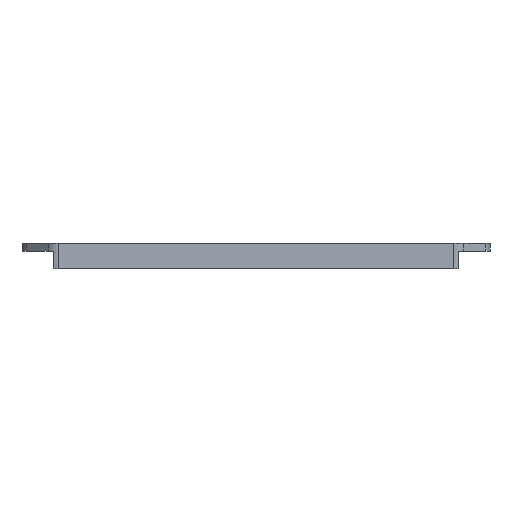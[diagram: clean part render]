
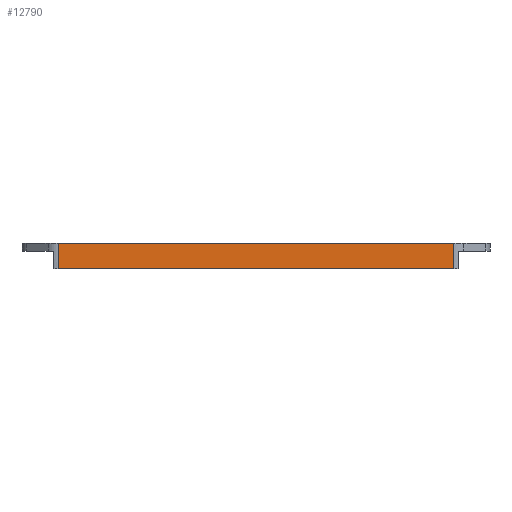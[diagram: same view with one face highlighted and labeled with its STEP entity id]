
A CAD part, left-side view. The second image highlights one B-rep face of the part: STEP entity #12790.
In plain terms, the highlighted planar face has unit normal (-1, 0, 0).
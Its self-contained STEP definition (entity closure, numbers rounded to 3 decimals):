
#895=FACE_OUTER_BOUND('',#1608,.T.);
#1608=EDGE_LOOP('',(#10528,#10529,#10530,#10531));
#2332=LINE('',#18420,#3889);
#2996=LINE('',#20155,#4553);
#3075=LINE('',#20484,#4632);
#3076=LINE('',#20486,#4633);
#3889=VECTOR('',#14745,10.);
#4553=VECTOR('',#16185,10.);
#4632=VECTOR('',#16472,10.);
#4633=VECTOR('',#16475,10.);
#5356=VERTEX_POINT('',#18417);
#5357=VERTEX_POINT('',#18419);
#6039=VERTEX_POINT('',#20152);
#6040=VERTEX_POINT('',#20154);
#6715=EDGE_CURVE('',#5356,#5357,#2332,.T.);
#7605=EDGE_CURVE('',#6039,#6040,#2996,.T.);
#7781=EDGE_CURVE('',#5357,#6039,#3075,.T.);
#7782=EDGE_CURVE('',#5356,#6040,#3076,.T.);
#10528=ORIENTED_EDGE('',*,*,#7781,.F.);
#10529=ORIENTED_EDGE('',*,*,#6715,.F.);
#10530=ORIENTED_EDGE('',*,*,#7782,.T.);
#10531=ORIENTED_EDGE('',*,*,#7605,.F.);
#12255=PLANE('',#13765);
#12790=ADVANCED_FACE('',(#895),#12255,.T.);
#13765=AXIS2_PLACEMENT_3D('',#20485,#16473,#16474);
#14745=DIRECTION('',(0.,1.,0.));
#16185=DIRECTION('',(0.,-1.,0.));
#16472=DIRECTION('',(0.,0.,1.));
#16473=DIRECTION('center_axis',(-1.,0.,0.));
#16474=DIRECTION('ref_axis',(0.,-1.,0.));
#16475=DIRECTION('',(0.,0.,1.));
#18417=CARTESIAN_POINT('',(-210.05,1.315,-3.25));
#18419=CARTESIAN_POINT('',(-210.05,75.885,-3.25));
#18420=CARTESIAN_POINT('',(-210.05,1.315,-3.25));
#20152=CARTESIAN_POINT('',(-210.05,75.885,1.5));
#20154=CARTESIAN_POINT('',(-210.05,1.315,1.5));
#20155=CARTESIAN_POINT('',(-210.05,1.315,1.5));
#20484=CARTESIAN_POINT('',(-210.05,75.885,0.));
#20485=CARTESIAN_POINT('Origin',(-210.05,75.885,0.));
#20486=CARTESIAN_POINT('',(-210.05,1.315,0.));
